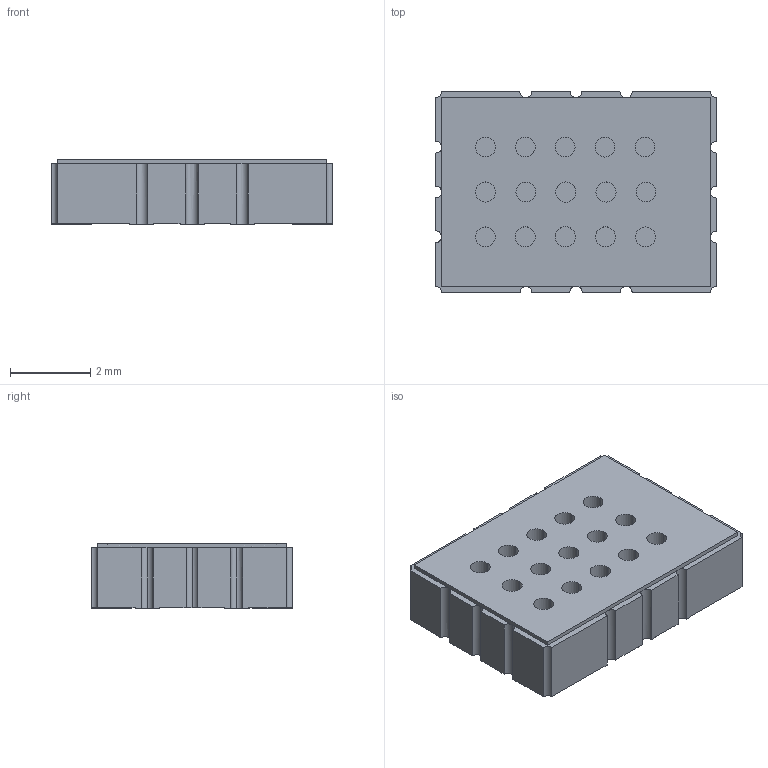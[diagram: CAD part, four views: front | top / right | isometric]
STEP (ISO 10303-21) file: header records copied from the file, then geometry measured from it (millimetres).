
FILE_DESCRIPTION (( 'STEP AP214' ), '1' );
FILE_NAME ('User Library-MICS-4514.STEP', '2020-04-24T17:56:36', ( '' ), ( '' ), 'SwSTEP 2.0', 'SolidWorks 2019', '' );
FILE_SCHEMA (( 'AUTOMOTIVE_DESIGN' ));
Length unit declared in the file: millimetre
Products named in the file (1): User Library-MICS-4514
Bounding box: 7 x 5 x 1.61 mm (x, y, z)
Volume: 50.9 mm3; surface area: 143.2 mm2
Topology: 1 solids, 1 shells, 143 faces, 367 edges, 242 vertices
Faces by surface type: plane 92, cylinder 51
Entity records: 4733 total; most frequent: CARTESIAN_POINT 786, DIRECTION 754, ORIENTED_EDGE 734, EDGE_CURVE 367, AXIS2_PLACEMENT_3D 254, LINE 246, VECTOR 246, VERTEX_POINT 242
